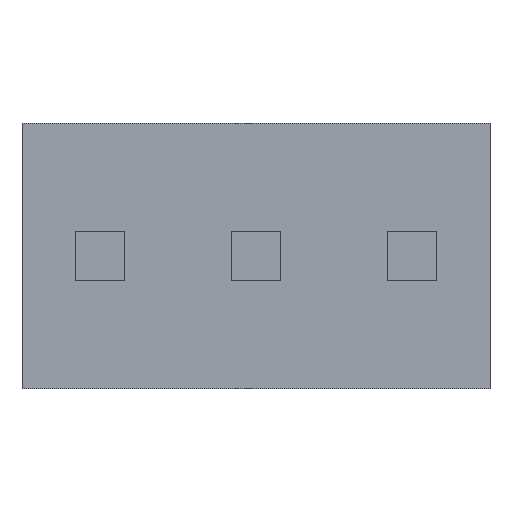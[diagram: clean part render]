
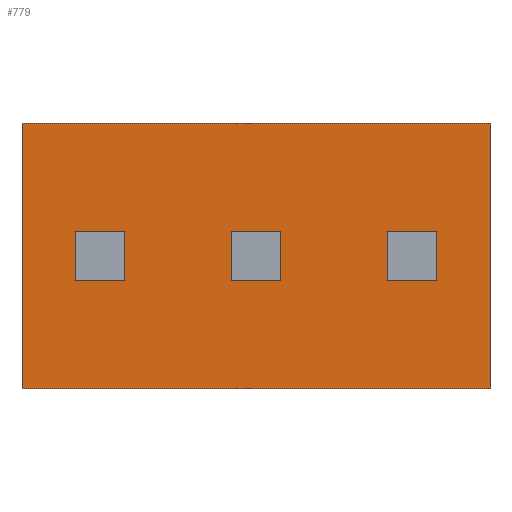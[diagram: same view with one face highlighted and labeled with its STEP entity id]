
A CAD part, front view. The second image highlights one B-rep face of the part: STEP entity #779.
In plain terms, the highlighted planar face has unit normal (0, -1, 0).
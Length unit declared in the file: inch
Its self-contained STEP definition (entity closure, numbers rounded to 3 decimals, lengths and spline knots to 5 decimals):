
#48=ORIENTED_EDGE('',*,*,#244,.F.);
#49=ORIENTED_EDGE('',*,*,#254,.F.);
#50=ORIENTED_EDGE('',*,*,#251,.F.);
#51=ORIENTED_EDGE('',*,*,#248,.F.);
#244=EDGE_CURVE('',#352,#353,#420,.T.);
#248=EDGE_CURVE('',#353,#356,#424,.T.);
#251=EDGE_CURVE('',#356,#358,#427,.T.);
#254=EDGE_CURVE('',#358,#352,#430,.T.);
#352=VERTEX_POINT('',#1119);
#353=VERTEX_POINT('',#1120);
#356=VERTEX_POINT('',#1128);
#358=VERTEX_POINT('',#1134);
#420=LINE('',#1118,#528);
#424=LINE('',#1127,#532);
#427=LINE('',#1133,#535);
#430=LINE('',#1139,#538);
#528=VECTOR('',#912,39.37008);
#532=VECTOR('',#918,39.37008);
#535=VECTOR('',#923,39.37008);
#538=VECTOR('',#928,39.37008);
#641=EDGE_LOOP('',(#48,#49,#50,#51));
#687=FACE_BOUND('',#641,.T.);
#733=PLANE('',#864);
#779=ADVANCED_FACE('',(#687),#733,.F.);
#864=AXIS2_PLACEMENT_3D('',#1142,#932,#933);
#912=DIRECTION('',(0.,0.,1.));
#918=DIRECTION('',(1.,0.,0.));
#923=DIRECTION('',(0.,0.,-1.));
#928=DIRECTION('',(-1.,0.,0.));
#932=DIRECTION('',(0.,1.,0.));
#933=DIRECTION('',(0.,0.,1.));
#1118=CARTESIAN_POINT('',(-0.075,0.,-0.0425));
#1119=CARTESIAN_POINT('',(-0.075,0.,-0.0425));
#1120=CARTESIAN_POINT('',(-0.075,0.,0.0425));
#1127=CARTESIAN_POINT('',(-0.075,0.,0.0425));
#1128=CARTESIAN_POINT('',(0.075,0.,0.0425));
#1133=CARTESIAN_POINT('',(0.075,0.,0.0425));
#1134=CARTESIAN_POINT('',(0.075,0.,-0.0425));
#1139=CARTESIAN_POINT('',(0.075,0.,-0.0425));
#1142=CARTESIAN_POINT('',(0.,0.,0.));
